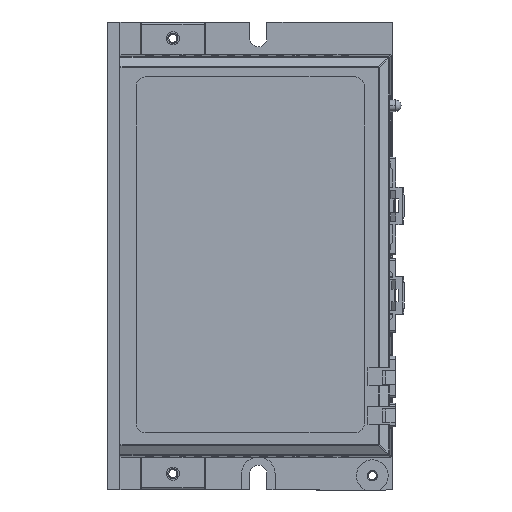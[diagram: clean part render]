
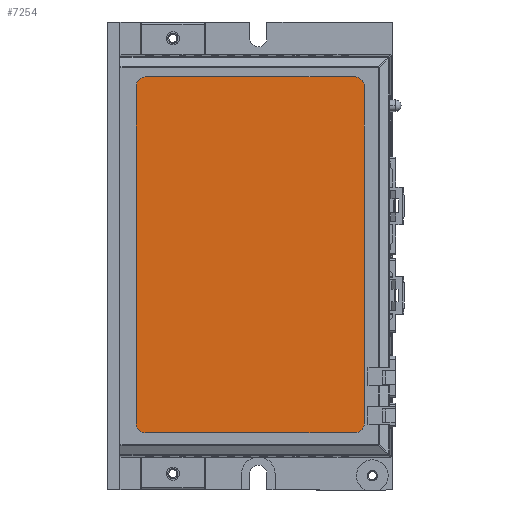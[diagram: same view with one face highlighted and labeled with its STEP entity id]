
A CAD part, front view. The second image highlights one B-rep face of the part: STEP entity #7254.
In plain terms, the highlighted face is planar.
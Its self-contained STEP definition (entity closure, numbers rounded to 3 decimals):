
#855 = LINE ( 'NONE', #54421, #47447 ) ;
#1837 = CARTESIAN_POINT ( 'NONE',  ( -11.2, -15.763, 21.3 ) ) ;
#3574 = EDGE_CURVE ( 'NONE', #41104, #41451, #56109, .T. ) ;
#4029 = CARTESIAN_POINT ( 'NONE',  ( -9., -101., 21.3 ) ) ;
#4226 = DIRECTION ( 'NONE',  ( 0., 1., 0. ) ) ;
#4299 = EDGE_CURVE ( 'NONE', #17045, #21168, #50940, .T. ) ;
#5520 = VECTOR ( 'NONE', #4226, 1000. ) ;
#5558 = DIRECTION ( 'NONE',  ( 0., 0., 1. ) ) ;
#6543 = DIRECTION ( 'NONE',  ( 1., 0., 0. ) ) ;
#7058 = ORIENTED_EDGE ( 'NONE', *, *, #25854, .T. ) ;
#7254 = ADVANCED_FACE ( 'NONE', ( #37514 ), #44542, .T. ) ;
#7780 = ORIENTED_EDGE ( 'NONE', *, *, #32326, .T. ) ;
#9591 = CARTESIAN_POINT ( 'NONE',  ( -62.8, -101., 21.3 ) ) ;
#10730 = ORIENTED_EDGE ( 'NONE', *, *, #38734, .T. ) ;
#11549 = DIRECTION ( 'NONE',  ( 0., 0., 1. ) ) ;
#11626 = VECTOR ( 'NONE', #28568, 1000. ) ;
#13075 = LINE ( 'NONE', #38180, #11626 ) ;
#15340 = VERTEX_POINT ( 'NONE', #47460 ) ;
#16550 = CARTESIAN_POINT ( 'NONE',  ( -65., -98.8, 21.3 ) ) ;
#17045 = VERTEX_POINT ( 'NONE', #59590 ) ;
#17844 = LINE ( 'NONE', #4029, #5520 ) ;
#18009 = ORIENTED_EDGE ( 'NONE', *, *, #4299, .T. ) ;
#18638 = CARTESIAN_POINT ( 'NONE',  ( -62.8, -13.563, 21.3 ) ) ;
#19413 = DIRECTION ( 'NONE',  ( 0., 0., 1. ) ) ;
#19989 = CIRCLE ( 'NONE', #36169, 2.2 ) ;
#20710 = CIRCLE ( 'NONE', #57775, 2.2 ) ;
#20786 = CARTESIAN_POINT ( 'NONE',  ( -65., -101., 21.3 ) ) ;
#21168 = VERTEX_POINT ( 'NONE', #29948 ) ;
#21356 = CARTESIAN_POINT ( 'NONE',  ( 0., 0., 21.3 ) ) ;
#22906 = CARTESIAN_POINT ( 'NONE',  ( -11.2, -101., 21.3 ) ) ;
#23439 = LINE ( 'NONE', #20786, #59121 ) ;
#24462 = VERTEX_POINT ( 'NONE', #18638 ) ;
#25453 = DIRECTION ( 'NONE',  ( 1., 0., 0. ) ) ;
#25854 = EDGE_CURVE ( 'NONE', #49040, #52501, #19989, .T. ) ;
#26116 = CARTESIAN_POINT ( 'NONE',  ( -9., -98.8, 21.3 ) ) ;
#27675 = ORIENTED_EDGE ( 'NONE', *, *, #49211, .T. ) ;
#28016 = ORIENTED_EDGE ( 'NONE', *, *, #38476, .T. ) ;
#28568 = DIRECTION ( 'NONE',  ( 0., -1., 0. ) ) ;
#29948 = CARTESIAN_POINT ( 'NONE',  ( -11.2, -13.563, 21.3 ) ) ;
#30663 = DIRECTION ( 'NONE',  ( 1., 0., 0. ) ) ;
#32326 = EDGE_CURVE ( 'NONE', #41451, #49040, #23439, .T. ) ;
#33347 = CARTESIAN_POINT ( 'NONE',  ( -11.2, -98.8, 21.3 ) ) ;
#34347 = DIRECTION ( 'NONE',  ( 0., 0., 1. ) ) ;
#34593 = EDGE_CURVE ( 'NONE', #21168, #24462, #855, .T. ) ;
#36169 = AXIS2_PLACEMENT_3D ( 'NONE', #33347, #5558, #38062 ) ;
#36482 = AXIS2_PLACEMENT_3D ( 'NONE', #1837, #34347, #6543 ) ;
#36847 = AXIS2_PLACEMENT_3D ( 'NONE', #47299, #19413, #51973 ) ;
#37386 = AXIS2_PLACEMENT_3D ( 'NONE', #21356, #58587, #30663 ) ;
#37514 = FACE_OUTER_BOUND ( 'NONE', #52913, .T. ) ;
#37975 = ORIENTED_EDGE ( 'NONE', *, *, #3574, .T. ) ;
#38062 = DIRECTION ( 'NONE',  ( 1., 0., 0. ) ) ;
#38180 = CARTESIAN_POINT ( 'NONE',  ( -65., -13.563, 21.3 ) ) ;
#38476 = EDGE_CURVE ( 'NONE', #24462, #15340, #20710, .T. ) ;
#38734 = EDGE_CURVE ( 'NONE', #52501, #17045, #17844, .T. ) ;
#39430 = CARTESIAN_POINT ( 'NONE',  ( -62.8, -15.763, 21.3 ) ) ;
#41104 = VERTEX_POINT ( 'NONE', #16550 ) ;
#41451 = VERTEX_POINT ( 'NONE', #9591 ) ;
#44104 = DIRECTION ( 'NONE',  ( 1., 0., 0. ) ) ;
#44542 = PLANE ( 'NONE',  #37386 ) ;
#47299 = CARTESIAN_POINT ( 'NONE',  ( -62.8, -98.8, 21.3 ) ) ;
#47400 = ORIENTED_EDGE ( 'NONE', *, *, #34593, .T. ) ;
#47447 = VECTOR ( 'NONE', #59105, 1000. ) ;
#47460 = CARTESIAN_POINT ( 'NONE',  ( -65., -15.763, 21.3 ) ) ;
#49040 = VERTEX_POINT ( 'NONE', #22906 ) ;
#49211 = EDGE_CURVE ( 'NONE', #15340, #41104, #13075, .T. ) ;
#50940 = CIRCLE ( 'NONE', #36482, 2.2 ) ;
#51973 = DIRECTION ( 'NONE',  ( 1., 0., 0. ) ) ;
#52501 = VERTEX_POINT ( 'NONE', #26116 ) ;
#52913 = EDGE_LOOP ( 'NONE', ( #47400, #28016, #27675, #37975, #7780, #7058, #10730, #18009 ) ) ;
#54421 = CARTESIAN_POINT ( 'NONE',  ( -9., -13.563, 21.3 ) ) ;
#56109 = CIRCLE ( 'NONE', #36847, 2.2 ) ;
#57775 = AXIS2_PLACEMENT_3D ( 'NONE', #39430, #11549, #44104 ) ;
#58587 = DIRECTION ( 'NONE',  ( 0., 0., 1. ) ) ;
#59105 = DIRECTION ( 'NONE',  ( -1., 0., 0. ) ) ;
#59121 = VECTOR ( 'NONE', #25453, 1000. ) ;
#59590 = CARTESIAN_POINT ( 'NONE',  ( -9., -15.763, 21.3 ) ) ;
